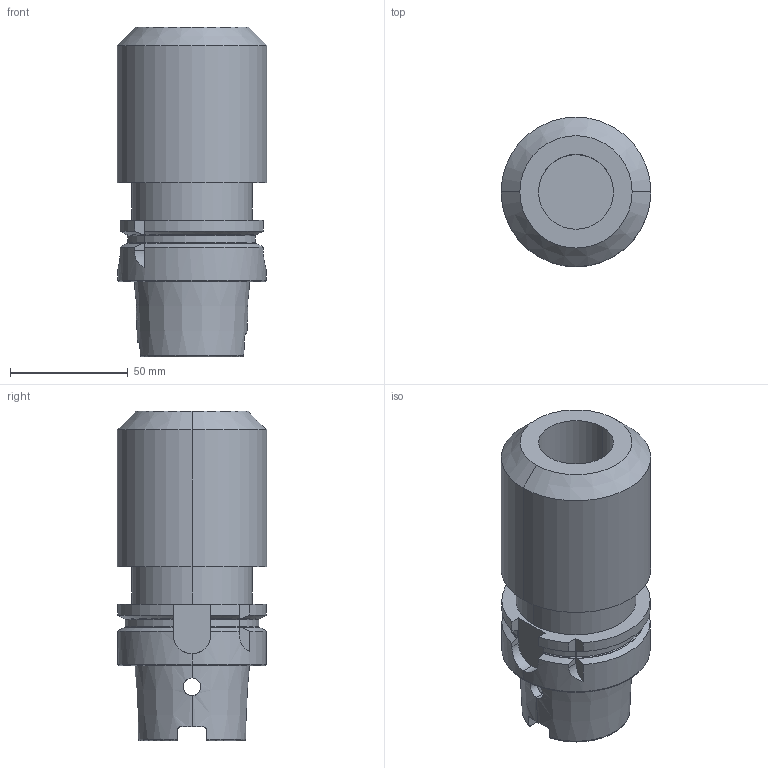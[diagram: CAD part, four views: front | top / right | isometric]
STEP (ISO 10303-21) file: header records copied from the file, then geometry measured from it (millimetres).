
FILE_DESCRIPTION (( 'STEP AP203' ), '1' );
FILE_NAME ('STP-32964.STEP', '2018-09-25T02:06:23', ( '' ), ( '' ), 'SwSTEP 2.0', 'SolidWorks 2015', '' );
FILE_SCHEMA (( 'CONFIG_CONTROL_DESIGN' ));
Length unit declared in the file: millimetre
Products named in the file (1): STP-32964
Bounding box: 63.5 x 63.5 x 139.95 mm (x, y, z)
Volume: 269774.9 mm3; surface area: 44844.6 mm2
Topology: 1 solids, 1 shells, 97 faces, 257 edges, 163 vertices
Faces by surface type: cylinder 34, plane 29, torus 20, cone 14
Entity records: 3618 total; most frequent: CARTESIAN_POINT 1171, ORIENTED_EDGE 514, DIRECTION 487, EDGE_CURVE 257, AXIS2_PLACEMENT_3D 197, VERTEX_POINT 163, EDGE_LOOP 102, CIRCLE 99
